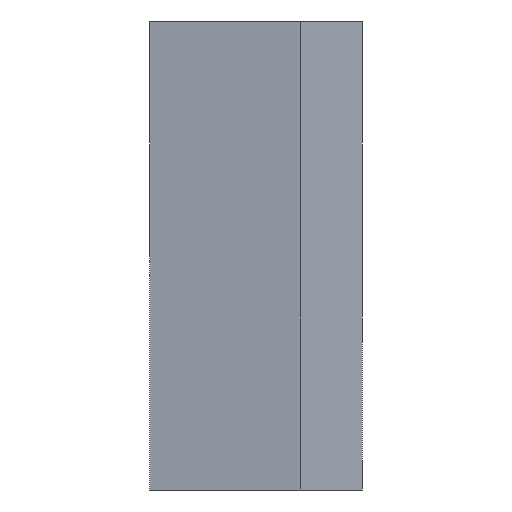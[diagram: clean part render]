
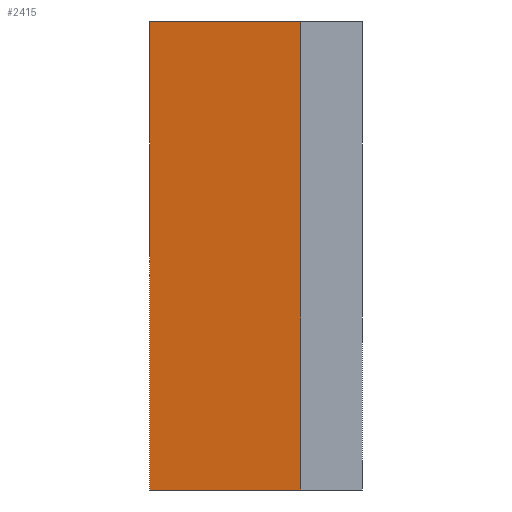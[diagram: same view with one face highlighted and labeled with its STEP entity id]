
A CAD part, left-side view. The second image highlights one B-rep face of the part: STEP entity #2415.
In plain terms, the highlighted planar face has unit normal (-0.993, 0.122, 0).
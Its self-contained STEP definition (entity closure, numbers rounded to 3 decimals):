
#29 = CARTESIAN_POINT ( 'NONE',  ( 3.7, 1.3, -4.95 ) ) ;
#74 = ORIENTED_EDGE ( 'NONE', *, *, #1471, .T. ) ;
#174 = AXIS2_PLACEMENT_3D ( 'NONE', #2532, #553, #1354 ) ;
#325 = PLANE ( 'NONE',  #174 ) ;
#363 = EDGE_CURVE ( 'NONE', #894, #1755, #2042, .T. ) ;
#374 = CARTESIAN_POINT ( 'NONE',  ( 4.093, 4.5, -4.95 ) ) ;
#547 = VECTOR ( 'NONE', #2531, 1000. ) ;
#553 = DIRECTION ( 'NONE',  ( -0.993, 0.122, 0. ) ) ;
#577 = LINE ( 'NONE', #2123, #861 ) ;
#660 = VERTEX_POINT ( 'NONE', #1513 ) ;
#861 = VECTOR ( 'NONE', #1141, 1000. ) ;
#894 = VERTEX_POINT ( 'NONE', #1267 ) ;
#912 = LINE ( 'NONE', #374, #2217 ) ;
#1073 = LINE ( 'NONE', #2096, #547 ) ;
#1141 = DIRECTION ( 'NONE',  ( 0., 0., 1. ) ) ;
#1267 = CARTESIAN_POINT ( 'NONE',  ( 4.093, 4.5, -4.95 ) ) ;
#1354 = DIRECTION ( 'NONE',  ( -0.122, -0.993, 0. ) ) ;
#1448 = ORIENTED_EDGE ( 'NONE', *, *, #1649, .T. ) ;
#1471 = EDGE_CURVE ( 'NONE', #1570, #660, #1073, .T. ) ;
#1513 = CARTESIAN_POINT ( 'NONE',  ( 4.093, 4.5, 4.95 ) ) ;
#1570 = VERTEX_POINT ( 'NONE', #2376 ) ;
#1649 = EDGE_CURVE ( 'NONE', #1755, #1570, #577, .T. ) ;
#1755 = VERTEX_POINT ( 'NONE', #29 ) ;
#1853 = CARTESIAN_POINT ( 'NONE',  ( 4.093, 4.5, -4.95 ) ) ;
#1861 = DIRECTION ( 'NONE',  ( -0.122, -0.993, 0. ) ) ;
#1879 = EDGE_CURVE ( 'NONE', #894, #660, #912, .T. ) ;
#1983 = ORIENTED_EDGE ( 'NONE', *, *, #1879, .F. ) ;
#1984 = VECTOR ( 'NONE', #1861, 1000. ) ;
#2042 = LINE ( 'NONE', #1853, #1984 ) ;
#2096 = CARTESIAN_POINT ( 'NONE',  ( 3.7, 1.3, 4.95 ) ) ;
#2123 = CARTESIAN_POINT ( 'NONE',  ( 3.7, 1.3, -4.95 ) ) ;
#2192 = ORIENTED_EDGE ( 'NONE', *, *, #363, .T. ) ;
#2217 = VECTOR ( 'NONE', #2385, 1000. ) ;
#2268 = EDGE_LOOP ( 'NONE', ( #1983, #2192, #1448, #74 ) ) ;
#2285 = FACE_OUTER_BOUND ( 'NONE', #2268, .T. ) ;
#2376 = CARTESIAN_POINT ( 'NONE',  ( 3.7, 1.3, 4.95 ) ) ;
#2385 = DIRECTION ( 'NONE',  ( 0., 0., 1. ) ) ;
#2415 = ADVANCED_FACE ( 'NONE', ( #2285 ), #325, .T. ) ;
#2531 = DIRECTION ( 'NONE',  ( 0.122, 0.993, 0. ) ) ;
#2532 = CARTESIAN_POINT ( 'NONE',  ( 3.488, -0.428, -4.951 ) ) ;
